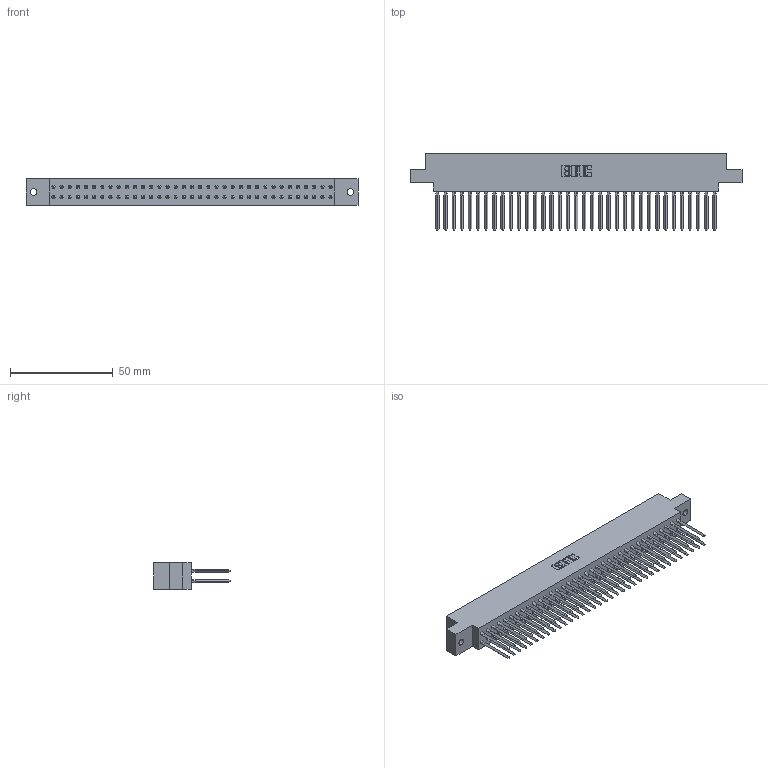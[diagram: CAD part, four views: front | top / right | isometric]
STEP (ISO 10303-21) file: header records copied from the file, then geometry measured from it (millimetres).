
FILE_DESCRIPTION (( 'STEP AP203' ), '1' );
FILE_NAME ('317-070-542-802.STEP', '2020-02-28T07:05:39', ( '' ), ( '' ), 'SwSTEP 2.0', 'SolidWorks 2016', '' );
FILE_SCHEMA (( 'CONFIG_CONTROL_DESIGN' ));
Length unit declared in the file: inch
Products named in the file (3): 317-290-003_542; 317-070-542-802; 317 Part_.144 Dia
Assembly tree (71 placements, depth 2):
  317-070-542-802
    317 Part_.144 Dia
    317-290-003_542  x70
Bounding box: 161.39 x 37.34 x 12.7 mm (x, y, z)
Volume: 26169.4 mm3; surface area: 35900.1 mm2
Topology: 71 solids, 71 shells, 4092 faces, 11475 edges, 7322 vertices
Faces by surface type: plane 3278, cylinder 534, bspline 280
Entity records: 50589 total; most frequent: CARTESIAN_POINT 9073, ORIENTED_EDGE 8736, DIRECTION 7360, EDGE_CURVE 4368, LINE 4198, VECTOR 4198, VERTEX_POINT 2906, AXIS2_PLACEMENT_3D 1581
